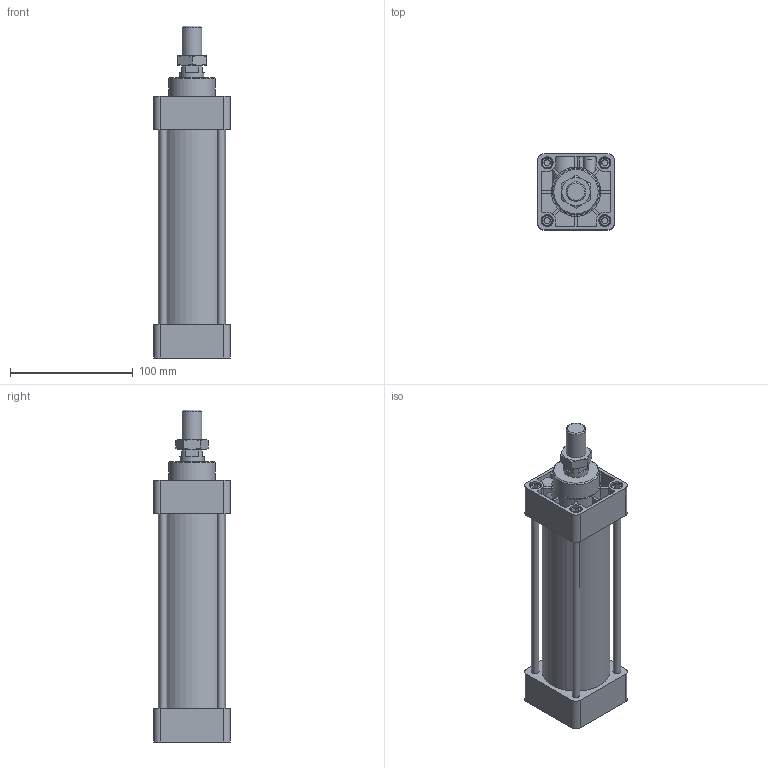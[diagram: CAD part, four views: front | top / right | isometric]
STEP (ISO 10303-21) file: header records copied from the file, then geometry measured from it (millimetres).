
FILE_DESCRIPTION( ( 'STEP AP203' ), '1' );
FILE_NAME( 'TBC50X120-0(0).stp', '2021-09-27T05:09:07', ( 'License CC BY-ND 4.0' ), ( 'CADENAS' ), ' ', 'PARTsolutions', ' ' );
FILE_SCHEMA( ( 'CONFIG_CONTROL_DESIGN' ) );
Length unit declared in the file: millimetre
Products named in the file (3): TBC50X120-0(0); _ TB C 120  50 ; _ TB C  120 10 50_rod
Assembly tree (2 placements, depth 2):
  TBC50X120-0(0)
    _ TB C 120  50 
    _ TB C  120 10 50_rod
Bounding box: 62 x 62 x 270 mm (x, y, z)
Volume: 382296.7 mm3; surface area: 146608.2 mm2
Topology: 2 solids, 2 shells, 356 faces, 867 edges, 573 vertices
Faces by surface type: plane 235, cylinder 91, cone 20, torus 10
Full cylindrical faces by diameter (mm): 4.917 x8, 6 x4, 6.5 x8, 8 x2, 9 x8, 9.9 x8, 10 x2, 16 x1, 20 x2, 38 x1, 40 x2, 50 x2, 55 x1
Entity records: 10509 total; most frequent: CARTESIAN_POINT 2173, DIRECTION 1717, ORIENTED_EDGE 1584, EDGE_CURVE 792, AXIS2_PLACEMENT_3D 617, VERTEX_POINT 561, EDGE_LOOP 485, LINE 483
